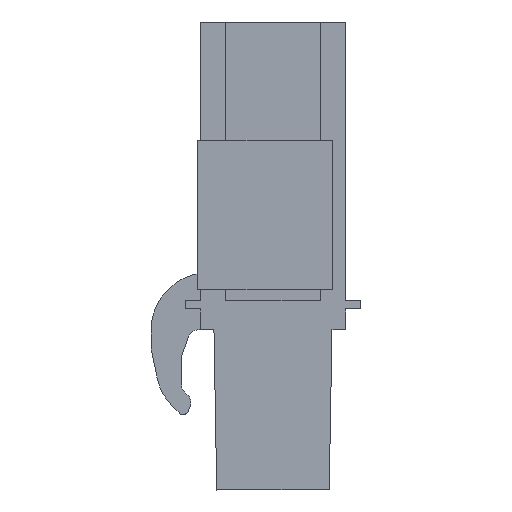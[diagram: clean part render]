
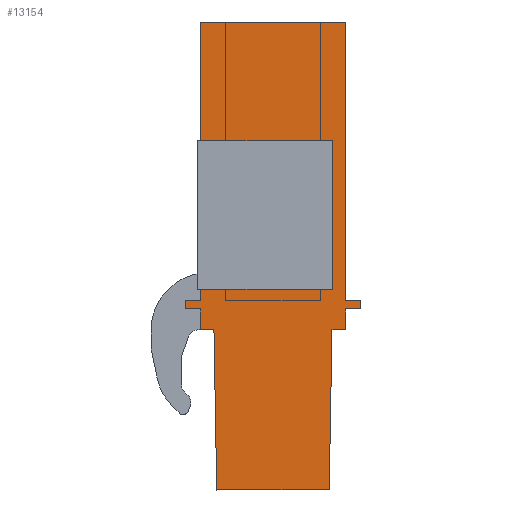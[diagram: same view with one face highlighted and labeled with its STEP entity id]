
A CAD part, left-side view. The second image highlights one B-rep face of the part: STEP entity #13154.
In plain terms, the highlighted planar face has unit normal (-1, 0, 0).
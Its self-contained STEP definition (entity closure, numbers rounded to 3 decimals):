
#13092=AXIS2_PLACEMENT_3D('Plane Axis2P3D',#13089,#13090,#13091) ;
#10640=CARTESIAN_POINT('Vertex',(1.,7.707,8.4)) ;
#10643=CARTESIAN_POINT('Line Origine',(1.,8.063,8.4)) ;
#10647=CARTESIAN_POINT('Vertex',(1.,8.42,8.4)) ;
#10701=CARTESIAN_POINT('Vertex',(1.,7.56,0.)) ;
#10704=CARTESIAN_POINT('Line Origine',(1.,7.633,4.2)) ;
#10726=CARTESIAN_POINT('Vertex',(1.,1.66,0.)) ;
#10729=CARTESIAN_POINT('Line Origine',(1.,4.61,0.)) ;
#11025=CARTESIAN_POINT('Vertex',(1.,1.513,8.4)) ;
#11028=CARTESIAN_POINT('Line Origine',(1.,1.587,4.2)) ;
#11045=CARTESIAN_POINT('Vertex',(1.,0.8,8.4)) ;
#11048=CARTESIAN_POINT('Line Origine',(1.,1.157,8.4)) ;
#11070=CARTESIAN_POINT('Vertex',(1.,0.8,9.5)) ;
#11073=CARTESIAN_POINT('Line Origine',(1.,0.8,8.95)) ;
#11090=CARTESIAN_POINT('Vertex',(1.,0.,9.5)) ;
#11093=CARTESIAN_POINT('Line Origine',(1.,0.4,9.5)) ;
#11204=CARTESIAN_POINT('Vertex',(1.,0.,9.95)) ;
#11207=CARTESIAN_POINT('Line Origine',(1.,0.,9.725)) ;
#11416=CARTESIAN_POINT('Vertex',(1.,8.42,9.95)) ;
#11419=CARTESIAN_POINT('Line Origine',(1.,8.42,10.487)) ;
#11423=CARTESIAN_POINT('Vertex',(1.,8.42,11.025)) ;
#11430=CARTESIAN_POINT('Vertex',(1.,8.42,17.825)) ;
#11433=CARTESIAN_POINT('Line Origine',(1.,8.42,21.187)) ;
#11437=CARTESIAN_POINT('Vertex',(1.,8.42,24.55)) ;
#11616=CARTESIAN_POINT('Line Origine',(1.,4.61,24.55)) ;
#11620=CARTESIAN_POINT('Vertex',(1.,0.8,24.55)) ;
#12325=CARTESIAN_POINT('Vertex',(1.,9.22,9.95)) ;
#12328=CARTESIAN_POINT('Line Origine',(1.,8.82,9.95)) ;
#12372=CARTESIAN_POINT('Vertex',(1.,0.8,9.95)) ;
#12375=CARTESIAN_POINT('Line Origine',(1.,0.4,9.95)) ;
#12923=CARTESIAN_POINT('Line Origine',(1.,0.8,17.25)) ;
#13089=CARTESIAN_POINT('Axis2P3D Location',(1.,0.,0.)) ;
#13094=CARTESIAN_POINT('Line Origine',(1.,9.22,9.725)) ;
#13098=CARTESIAN_POINT('Vertex',(1.,9.22,9.5)) ;
#13101=CARTESIAN_POINT('Line Origine',(1.,8.82,9.5)) ;
#13105=CARTESIAN_POINT('Vertex',(1.,8.42,9.5)) ;
#13108=CARTESIAN_POINT('Line Origine',(1.,8.42,8.95)) ;
#13113=CARTESIAN_POINT('Line Origine',(1.,4.96,17.825)) ;
#13117=CARTESIAN_POINT('Vertex',(1.,1.5,17.825)) ;
#13120=CARTESIAN_POINT('Line Origine',(1.,1.5,14.425)) ;
#13124=CARTESIAN_POINT('Vertex',(1.,1.5,11.025)) ;
#13127=CARTESIAN_POINT('Line Origine',(1.,4.96,11.025)) ;
#10644=DIRECTION('Vector Direction',(0.,1.,0.)) ;
#10705=DIRECTION('Vector Direction',(0.,0.017,1.)) ;
#10730=DIRECTION('Vector Direction',(0.,1.,0.)) ;
#11029=DIRECTION('Vector Direction',(0.,0.017,-1.)) ;
#11049=DIRECTION('Vector Direction',(0.,1.,0.)) ;
#11074=DIRECTION('Vector Direction',(0.,0.,-1.)) ;
#11094=DIRECTION('Vector Direction',(0.,1.,0.)) ;
#11208=DIRECTION('Vector Direction',(0.,0.,-1.)) ;
#11420=DIRECTION('Vector Direction',(0.,0.,1.)) ;
#11434=DIRECTION('Vector Direction',(0.,0.,1.)) ;
#11617=DIRECTION('Vector Direction',(0.,-1.,0.)) ;
#12329=DIRECTION('Vector Direction',(0.,-1.,0.)) ;
#12376=DIRECTION('Vector Direction',(0.,-1.,0.)) ;
#12924=DIRECTION('Vector Direction',(0.,0.,-1.)) ;
#13090=DIRECTION('Axis2P3D Direction',(-1.,0.,0.)) ;
#13091=DIRECTION('Axis2P3D XDirection',(0.,0.,1.)) ;
#13095=DIRECTION('Vector Direction',(0.,0.,1.)) ;
#13102=DIRECTION('Vector Direction',(0.,1.,0.)) ;
#13109=DIRECTION('Vector Direction',(0.,0.,1.)) ;
#13114=DIRECTION('Vector Direction',(0.,1.,0.)) ;
#13121=DIRECTION('Vector Direction',(0.,0.,-1.)) ;
#13128=DIRECTION('Vector Direction',(0.,1.,0.)) ;
#10645=VECTOR('Line Direction',#10644,1.) ;
#10706=VECTOR('Line Direction',#10705,1.) ;
#10731=VECTOR('Line Direction',#10730,1.) ;
#11030=VECTOR('Line Direction',#11029,1.) ;
#11050=VECTOR('Line Direction',#11049,1.) ;
#11075=VECTOR('Line Direction',#11074,1.) ;
#11095=VECTOR('Line Direction',#11094,1.) ;
#11209=VECTOR('Line Direction',#11208,1.) ;
#11421=VECTOR('Line Direction',#11420,1.) ;
#11435=VECTOR('Line Direction',#11434,1.) ;
#11618=VECTOR('Line Direction',#11617,1.) ;
#12330=VECTOR('Line Direction',#12329,1.) ;
#12377=VECTOR('Line Direction',#12376,1.) ;
#12925=VECTOR('Line Direction',#12924,1.) ;
#13096=VECTOR('Line Direction',#13095,1.) ;
#13103=VECTOR('Line Direction',#13102,1.) ;
#13110=VECTOR('Line Direction',#13109,1.) ;
#13115=VECTOR('Line Direction',#13114,1.) ;
#13122=VECTOR('Line Direction',#13121,1.) ;
#13129=VECTOR('Line Direction',#13128,1.) ;
#13133=ORIENTED_EDGE('',*,*,#11425,.T.) ;
#13134=ORIENTED_EDGE('',*,*,#12332,.T.) ;
#13135=ORIENTED_EDGE('',*,*,#13100,.T.) ;
#13136=ORIENTED_EDGE('',*,*,#13107,.T.) ;
#13137=ORIENTED_EDGE('',*,*,#13112,.T.) ;
#13138=ORIENTED_EDGE('',*,*,#10649,.T.) ;
#13139=ORIENTED_EDGE('',*,*,#10708,.T.) ;
#13140=ORIENTED_EDGE('',*,*,#10733,.T.) ;
#13141=ORIENTED_EDGE('',*,*,#11032,.T.) ;
#13142=ORIENTED_EDGE('',*,*,#11052,.T.) ;
#13143=ORIENTED_EDGE('',*,*,#11077,.T.) ;
#13144=ORIENTED_EDGE('',*,*,#11097,.T.) ;
#13145=ORIENTED_EDGE('',*,*,#11211,.T.) ;
#13146=ORIENTED_EDGE('',*,*,#12379,.T.) ;
#13147=ORIENTED_EDGE('',*,*,#12927,.T.) ;
#13148=ORIENTED_EDGE('',*,*,#11622,.T.) ;
#13149=ORIENTED_EDGE('',*,*,#11439,.T.) ;
#13150=ORIENTED_EDGE('',*,*,#13119,.F.) ;
#13151=ORIENTED_EDGE('',*,*,#13126,.F.) ;
#13152=ORIENTED_EDGE('',*,*,#13131,.T.) ;
#13154=ADVANCED_FACE('HOUSING',(#13153),#13093,.T.) ;
#10649=EDGE_CURVE('',#10648,#10641,#10646,.F.) ;
#10708=EDGE_CURVE('',#10641,#10702,#10707,.F.) ;
#10733=EDGE_CURVE('',#10702,#10727,#10732,.F.) ;
#11032=EDGE_CURVE('',#10727,#11026,#11031,.F.) ;
#11052=EDGE_CURVE('',#11026,#11046,#11051,.F.) ;
#11077=EDGE_CURVE('',#11046,#11071,#11076,.F.) ;
#11097=EDGE_CURVE('',#11071,#11091,#11096,.F.) ;
#11211=EDGE_CURVE('',#11091,#11205,#11210,.F.) ;
#11425=EDGE_CURVE('',#11424,#11417,#11422,.F.) ;
#11439=EDGE_CURVE('',#11438,#11431,#11436,.F.) ;
#11622=EDGE_CURVE('',#11621,#11438,#11619,.F.) ;
#12332=EDGE_CURVE('',#11417,#12326,#12331,.F.) ;
#12379=EDGE_CURVE('',#11205,#12373,#12378,.F.) ;
#12927=EDGE_CURVE('',#12373,#11621,#12926,.F.) ;
#13100=EDGE_CURVE('',#12326,#13099,#13097,.F.) ;
#13107=EDGE_CURVE('',#13099,#13106,#13104,.F.) ;
#13112=EDGE_CURVE('',#13106,#10648,#13111,.F.) ;
#13119=EDGE_CURVE('',#13118,#11431,#13116,.T.) ;
#13126=EDGE_CURVE('',#13125,#13118,#13123,.F.) ;
#13131=EDGE_CURVE('',#13125,#11424,#13130,.T.) ;
#13132=EDGE_LOOP('',(#13133,#13134,#13135,#13136,#13137,#13138,#13139,#13140,#13141,#13142,#13143,#13144,#13145,#13146,#13147,#13148,#13149,#13150,#13151,#13152)) ;
#13153=FACE_OUTER_BOUND('',#13132,.T.) ;
#10646=LINE('Line',#10643,#10645) ;
#10707=LINE('Line',#10704,#10706) ;
#10732=LINE('Line',#10729,#10731) ;
#11031=LINE('Line',#11028,#11030) ;
#11051=LINE('Line',#11048,#11050) ;
#11076=LINE('Line',#11073,#11075) ;
#11096=LINE('Line',#11093,#11095) ;
#11210=LINE('Line',#11207,#11209) ;
#11422=LINE('Line',#11419,#11421) ;
#11436=LINE('Line',#11433,#11435) ;
#11619=LINE('Line',#11616,#11618) ;
#12331=LINE('Line',#12328,#12330) ;
#12378=LINE('Line',#12375,#12377) ;
#12926=LINE('Line',#12923,#12925) ;
#13097=LINE('Line',#13094,#13096) ;
#13104=LINE('Line',#13101,#13103) ;
#13111=LINE('Line',#13108,#13110) ;
#13116=LINE('Line',#13113,#13115) ;
#13123=LINE('Line',#13120,#13122) ;
#13130=LINE('Line',#13127,#13129) ;
#13093=PLANE('',#13092) ;
#10641=VERTEX_POINT('',#10640) ;
#10648=VERTEX_POINT('',#10647) ;
#10702=VERTEX_POINT('',#10701) ;
#10727=VERTEX_POINT('',#10726) ;
#11026=VERTEX_POINT('',#11025) ;
#11046=VERTEX_POINT('',#11045) ;
#11071=VERTEX_POINT('',#11070) ;
#11091=VERTEX_POINT('',#11090) ;
#11205=VERTEX_POINT('',#11204) ;
#11417=VERTEX_POINT('',#11416) ;
#11424=VERTEX_POINT('',#11423) ;
#11431=VERTEX_POINT('',#11430) ;
#11438=VERTEX_POINT('',#11437) ;
#11621=VERTEX_POINT('',#11620) ;
#12326=VERTEX_POINT('',#12325) ;
#12373=VERTEX_POINT('',#12372) ;
#13099=VERTEX_POINT('',#13098) ;
#13106=VERTEX_POINT('',#13105) ;
#13118=VERTEX_POINT('',#13117) ;
#13125=VERTEX_POINT('',#13124) ;
